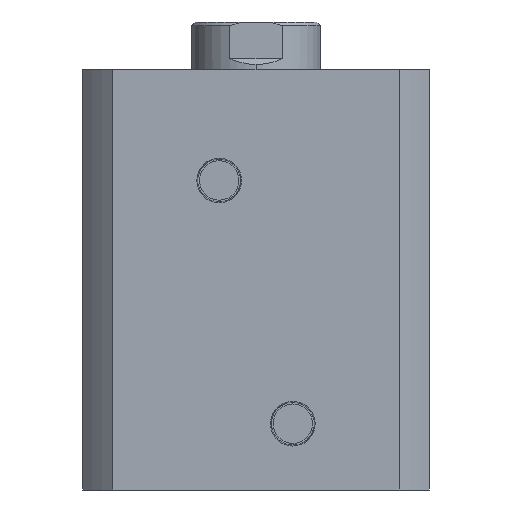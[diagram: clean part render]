
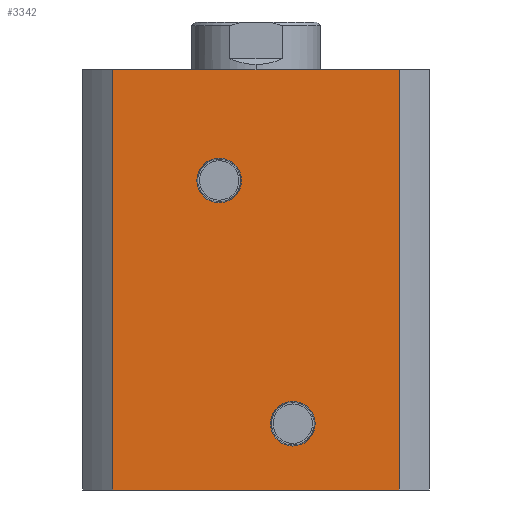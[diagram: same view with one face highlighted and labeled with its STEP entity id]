
A CAD part, left-side view. The second image highlights one B-rep face of the part: STEP entity #3342.
In plain terms, the highlighted planar face has unit normal (-1, 0, 0).
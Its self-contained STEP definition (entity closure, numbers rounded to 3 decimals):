
#262 = EDGE_CURVE ( 'NONE', #2569, #2605, #2632, .T. ) ;
#263 = EDGE_CURVE ( 'NONE', #2597, #2569, #2628, .T. ) ;
#271 = EDGE_CURVE ( 'NONE', #2612, #2605, #2647, .T. ) ;
#275 = EDGE_CURVE ( 'NONE', #1135, #1689, #2655, .T. ) ;
#286 = EDGE_CURVE ( 'NONE', #2597, #2612, #2676, .T. ) ;
#381 = EDGE_CURVE ( 'NONE', #2535, #2561, #3244, .T. ) ;
#430 = CARTESIAN_POINT ( 'NONE',  ( -47., 0., 0. ) ) ;
#431 = DIRECTION ( 'NONE',  ( 0., -1., 0. ) ) ;
#440 = CARTESIAN_POINT ( 'NONE',  ( -47., -10., 18. ) ) ;
#441 = DIRECTION ( 'NONE',  ( -1., 0., 0. ) ) ;
#442 = DIRECTION ( 'NONE',  ( 0., 0., 1. ) ) ;
#461 = CARTESIAN_POINT ( 'NONE',  ( -47., 38.884, 114. ) ) ;
#462 = DIRECTION ( 'NONE',  ( 0., 0., -1. ) ) ;
#509 = CARTESIAN_POINT ( 'NONE',  ( -47., -10., 24.06 ) ) ;
#559 = CARTESIAN_POINT ( 'NONE',  ( -47., -10., 11.94 ) ) ;
#590 = CARTESIAN_POINT ( 'NONE',  ( -47., 10., 90.06 ) ) ;
#616 = CARTESIAN_POINT ( 'NONE',  ( -47., 10., 77.94 ) ) ;
#624 = CARTESIAN_POINT ( 'NONE',  ( -47., -38.884, 114. ) ) ;
#711 = CARTESIAN_POINT ( 'NONE',  ( -47., 38.884, 114. ) ) ;
#719 = CARTESIAN_POINT ( 'NONE',  ( -47., -38.884, 0. ) ) ;
#726 = CARTESIAN_POINT ( 'NONE',  ( -47., 38.884, 0. ) ) ;
#753 = CARTESIAN_POINT ( 'NONE',  ( -47., -10., 18. ) ) ;
#754 = DIRECTION ( 'NONE',  ( -1., 0., 0. ) ) ;
#755 = DIRECTION ( 'NONE',  ( 0., 0., 1. ) ) ;
#872 = CARTESIAN_POINT ( 'NONE',  ( -47., 10., 84. ) ) ;
#873 = DIRECTION ( 'NONE',  ( -1., 0., 0. ) ) ;
#874 = DIRECTION ( 'NONE',  ( 0., 0., 1. ) ) ;
#935 = ORIENTED_EDGE ( 'NONE', *, *, #381, .F. ) ;
#947 = ORIENTED_EDGE ( 'NONE', *, *, #275, .F. ) ;
#960 = ORIENTED_EDGE ( 'NONE', *, *, #2804, .F. ) ;
#966 = ORIENTED_EDGE ( 'NONE', *, *, #263, .F. ) ;
#983 = ORIENTED_EDGE ( 'NONE', *, *, #271, .T. ) ;
#998 = ORIENTED_EDGE ( 'NONE', *, *, #262, .F. ) ;
#1001 = ORIENTED_EDGE ( 'NONE', *, *, #286, .T. ) ;
#1004 = ORIENTED_EDGE ( 'NONE', *, *, #2894, .F. ) ;
#1135 = VERTEX_POINT ( 'NONE', #509 ) ;
#1246 = AXIS2_PLACEMENT_3D ( 'NONE', #2463, #2458, #2466 ) ;
#1521 = EDGE_LOOP ( 'NONE', ( #935, #1004 ) ) ;
#1689 = VERTEX_POINT ( 'NONE', #559 ) ;
#1786 = CARTESIAN_POINT ( 'NONE',  ( -47., 10., 84. ) ) ;
#1787 = DIRECTION ( 'NONE',  ( -1., 0., 0. ) ) ;
#1788 = DIRECTION ( 'NONE',  ( 0., 0., 1. ) ) ;
#2126 = CARTESIAN_POINT ( 'NONE',  ( -47., 0., 114. ) ) ;
#2128 = CARTESIAN_POINT ( 'NONE',  ( -47., -38.884, 114. ) ) ;
#2169 = CIRCLE ( 'NONE', #2937, 6.06 ) ;
#2233 = CIRCLE ( 'NONE', #2828, 6.06 ) ;
#2458 = DIRECTION ( 'NONE',  ( 1., 0., 0. ) ) ;
#2463 = CARTESIAN_POINT ( 'NONE',  ( -47., 0., 114. ) ) ;
#2464 = PLANE ( 'NONE',  #1246 ) ;
#2466 = DIRECTION ( 'NONE',  ( 0., 1., 0. ) ) ;
#2535 = VERTEX_POINT ( 'NONE', #590 ) ;
#2561 = VERTEX_POINT ( 'NONE', #616 ) ;
#2569 = VERTEX_POINT ( 'NONE', #624 ) ;
#2597 = VERTEX_POINT ( 'NONE', #711 ) ;
#2605 = VERTEX_POINT ( 'NONE', #719 ) ;
#2612 = VERTEX_POINT ( 'NONE', #726 ) ;
#2628 = LINE ( 'NONE', #2126, #2636 ) ;
#2632 = LINE ( 'NONE', #2128, #2634 ) ;
#2634 = VECTOR ( 'NONE', #2775, 1000. ) ;
#2636 = VECTOR ( 'NONE', #3271, 1000. ) ;
#2647 = LINE ( 'NONE', #430, #2650 ) ;
#2650 = VECTOR ( 'NONE', #431, 1000. ) ;
#2655 = CIRCLE ( 'NONE', #2901, 6.06 ) ;
#2676 = LINE ( 'NONE', #461, #2679 ) ;
#2679 = VECTOR ( 'NONE', #462, 1000. ) ;
#2775 = DIRECTION ( 'NONE',  ( 0., 0., -1. ) ) ;
#2804 = EDGE_CURVE ( 'NONE', #1689, #1135, #2169, .T. ) ;
#2828 = AXIS2_PLACEMENT_3D ( 'NONE', #1786, #1787, #1788 ) ;
#2866 = AXIS2_PLACEMENT_3D ( 'NONE', #872, #873, #874 ) ;
#2894 = EDGE_CURVE ( 'NONE', #2561, #2535, #2233, .T. ) ;
#2901 = AXIS2_PLACEMENT_3D ( 'NONE', #440, #441, #442 ) ;
#2937 = AXIS2_PLACEMENT_3D ( 'NONE', #753, #754, #755 ) ;
#3038 = EDGE_LOOP ( 'NONE', ( #947, #960 ) ) ;
#3046 = EDGE_LOOP ( 'NONE', ( #983, #998, #966, #1001 ) ) ;
#3244 = CIRCLE ( 'NONE', #2866, 6.06 ) ;
#3271 = DIRECTION ( 'NONE',  ( 0., -1., 0. ) ) ;
#3342 = ADVANCED_FACE ( 'NONE', ( #3634, #3632, #3636 ), #2464, .F. ) ;
#3632 = FACE_BOUND ( 'NONE', #3038, .T. ) ;
#3634 = FACE_BOUND ( 'NONE', #1521, .T. ) ;
#3636 = FACE_OUTER_BOUND ( 'NONE', #3046, .T. ) ;
